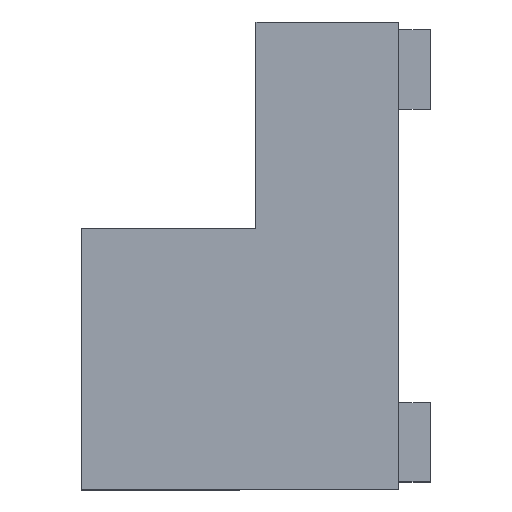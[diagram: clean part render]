
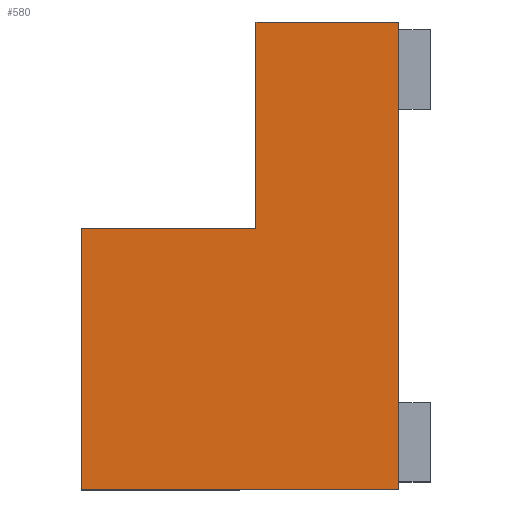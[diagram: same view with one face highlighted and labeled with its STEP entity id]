
A CAD part, top view. The second image highlights one B-rep face of the part: STEP entity #580.
In plain terms, the highlighted planar face has unit normal (0, 0, 1).
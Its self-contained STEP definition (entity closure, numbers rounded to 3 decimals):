
#16 = VERTEX_POINT ( 'NONE', #801 ) ;
#24 = EDGE_CURVE ( 'NONE', #16, #299, #380, .T. ) ;
#45 = ORIENTED_EDGE ( 'NONE', *, *, #24, .F. ) ;
#53 = ORIENTED_EDGE ( 'NONE', *, *, #820, .T. ) ;
#66 = DIRECTION ( 'NONE',  ( 0., 0., 1. ) ) ;
#93 = VECTOR ( 'NONE', #387, 1000. ) ;
#99 = CARTESIAN_POINT ( 'NONE',  ( 0., 5.635, 20. ) ) ;
#107 = ORIENTED_EDGE ( 'NONE', *, *, #562, .T. ) ;
#114 = CARTESIAN_POINT ( 'NONE',  ( -9.301, 31.635, 20. ) ) ;
#167 = VECTOR ( 'NONE', #394, 1000. ) ;
#170 = DIRECTION ( 'NONE',  ( 1., 0., 0. ) ) ;
#172 = DIRECTION ( 'NONE',  ( 0., -1., 0. ) ) ;
#181 = EDGE_CURVE ( 'NONE', #556, #678, #303, .T. ) ;
#197 = DIRECTION ( 'NONE',  ( 1., 0., 0. ) ) ;
#210 = VECTOR ( 'NONE', #170, 1000. ) ;
#212 = VERTEX_POINT ( 'NONE', #583 ) ;
#217 = DIRECTION ( 'NONE',  ( 0., 1., 0. ) ) ;
#275 = AXIS2_PLACEMENT_3D ( 'NONE', #445, #66, #197 ) ;
#286 = CARTESIAN_POINT ( 'NONE',  ( 0., -27.365, 20. ) ) ;
#288 = CARTESIAN_POINT ( 'NONE',  ( 0., 31.635, 20. ) ) ;
#289 = VECTOR ( 'NONE', #217, 1000. ) ;
#298 = VERTEX_POINT ( 'NONE', #114 ) ;
#299 = VERTEX_POINT ( 'NONE', #691 ) ;
#303 = LINE ( 'NONE', #370, #819 ) ;
#340 = LINE ( 'NONE', #286, #167 ) ;
#351 = DIRECTION ( 'NONE',  ( -1., 0., 0. ) ) ;
#359 = LINE ( 'NONE', #520, #289 ) ;
#370 = CARTESIAN_POINT ( 'NONE',  ( 8.699, 0., 20. ) ) ;
#380 = LINE ( 'NONE', #99, #210 ) ;
#387 = DIRECTION ( 'NONE',  ( 0., -1., 0. ) ) ;
#394 = DIRECTION ( 'NONE',  ( 1., 0., 0. ) ) ;
#411 = ORIENTED_EDGE ( 'NONE', *, *, #181, .F. ) ;
#445 = CARTESIAN_POINT ( 'NONE',  ( 0., 0., 20. ) ) ;
#516 = PLANE ( 'NONE',  #275 ) ;
#520 = CARTESIAN_POINT ( 'NONE',  ( -9.301, 0., 20. ) ) ;
#525 = ORIENTED_EDGE ( 'NONE', *, *, #677, .F. ) ;
#551 = VECTOR ( 'NONE', #351, 1000. ) ;
#556 = VERTEX_POINT ( 'NONE', #578 ) ;
#562 = EDGE_CURVE ( 'NONE', #16, #212, #646, .T. ) ;
#569 = LINE ( 'NONE', #288, #551 ) ;
#578 = CARTESIAN_POINT ( 'NONE',  ( 8.699, 31.635, 20. ) ) ;
#580 = ADVANCED_FACE ( 'NONE', ( #804 ), #516, .T. ) ;
#583 = CARTESIAN_POINT ( 'NONE',  ( -31.301, -27.365, 20. ) ) ;
#595 = CARTESIAN_POINT ( 'NONE',  ( 8.699, -27.365, 20. ) ) ;
#614 = EDGE_CURVE ( 'NONE', #212, #678, #340, .T. ) ;
#646 = LINE ( 'NONE', #705, #93 ) ;
#674 = EDGE_LOOP ( 'NONE', ( #411, #53, #525, #45, #107, #696 ) ) ;
#677 = EDGE_CURVE ( 'NONE', #299, #298, #359, .T. ) ;
#678 = VERTEX_POINT ( 'NONE', #595 ) ;
#691 = CARTESIAN_POINT ( 'NONE',  ( -9.301, 5.635, 20. ) ) ;
#696 = ORIENTED_EDGE ( 'NONE', *, *, #614, .T. ) ;
#705 = CARTESIAN_POINT ( 'NONE',  ( -31.301, 0., 20. ) ) ;
#801 = CARTESIAN_POINT ( 'NONE',  ( -31.301, 5.635, 20. ) ) ;
#804 = FACE_OUTER_BOUND ( 'NONE', #674, .T. ) ;
#819 = VECTOR ( 'NONE', #172, 1000. ) ;
#820 = EDGE_CURVE ( 'NONE', #556, #298, #569, .T. ) ;
